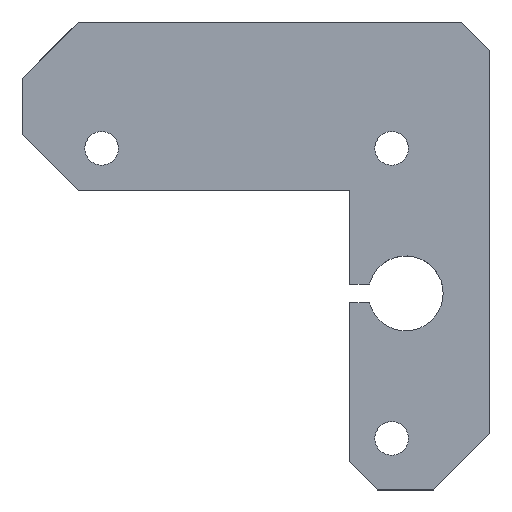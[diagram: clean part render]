
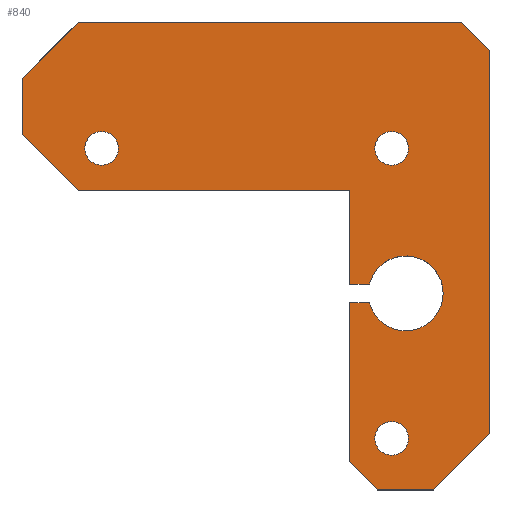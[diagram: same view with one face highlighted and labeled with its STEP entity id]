
A CAD part, top view. The second image highlights one B-rep face of the part: STEP entity #840.
In plain terms, the highlighted planar face has unit normal (0, 0, 1).
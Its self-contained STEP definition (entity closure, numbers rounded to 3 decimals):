
#23=FACE_BOUND('',#138,.T.);
#24=FACE_BOUND('',#139,.T.);
#25=FACE_BOUND('',#140,.T.);
#51=PLANE('',#930);
#90=FACE_OUTER_BOUND('',#137,.T.);
#137=EDGE_LOOP('',(#737,#738,#739,#740,#741,#742,#743,#744,#745,#746,#747,
#748,#749,#750,#751));
#138=EDGE_LOOP('',(#752,#753));
#139=EDGE_LOOP('',(#754,#755));
#140=EDGE_LOOP('',(#756,#757));
#163=LINE('',#1272,#246);
#165=LINE('',#1277,#248);
#178=LINE('',#1306,#261);
#180=LINE('',#1316,#263);
#183=LINE('',#1322,#266);
#186=LINE('',#1328,#269);
#197=LINE('',#1351,#280);
#202=LINE('',#1360,#285);
#210=LINE('',#1375,#293);
#212=LINE('',#1379,#295);
#215=LINE('',#1383,#298);
#218=LINE('',#1389,#301);
#219=LINE('',#1392,#302);
#223=LINE('',#1399,#306);
#246=VECTOR('',#1040,1000.);
#248=VECTOR('',#1044,1000.);
#261=VECTOR('',#1067,1000.);
#263=VECTOR('',#1079,1000.);
#266=VECTOR('',#1084,1000.);
#269=VECTOR('',#1089,1000.);
#280=VECTOR('',#1106,1000.);
#285=VECTOR('',#1115,1000.);
#293=VECTOR('',#1127,1000.);
#295=VECTOR('',#1131,1000.);
#298=VECTOR('',#1136,1000.);
#301=VECTOR('',#1141,1000.);
#302=VECTOR('',#1144,1000.);
#306=VECTOR('',#1152,1000.);
#319=CIRCLE('',#866,1.8);
#320=CIRCLE('',#867,1.8);
#323=CIRCLE('',#871,1.8);
#324=CIRCLE('',#872,1.8);
#327=CIRCLE('',#876,1.8);
#328=CIRCLE('',#877,1.8);
#352=CIRCLE('',#914,4.);
#359=VERTEX_POINT('',#1188);
#360=VERTEX_POINT('',#1190);
#363=VERTEX_POINT('',#1198);
#364=VERTEX_POINT('',#1200);
#367=VERTEX_POINT('',#1208);
#368=VERTEX_POINT('',#1210);
#390=VERTEX_POINT('',#1266);
#392=VERTEX_POINT('',#1270);
#394=VERTEX_POINT('',#1276);
#403=VERTEX_POINT('',#1300);
#405=VERTEX_POINT('',#1304);
#407=VERTEX_POINT('',#1313);
#408=VERTEX_POINT('',#1315);
#410=VERTEX_POINT('',#1321);
#412=VERTEX_POINT('',#1327);
#421=VERTEX_POINT('',#1350);
#423=VERTEX_POINT('',#1359);
#428=VERTEX_POINT('',#1373);
#429=VERTEX_POINT('',#1378);
#431=VERTEX_POINT('',#1387);
#432=VERTEX_POINT('',#1391);
#444=EDGE_CURVE('',#360,#359,#319,.T.);
#445=EDGE_CURVE('',#359,#360,#320,.T.);
#449=EDGE_CURVE('',#364,#363,#323,.T.);
#450=EDGE_CURVE('',#363,#364,#324,.T.);
#454=EDGE_CURVE('',#368,#367,#327,.T.);
#455=EDGE_CURVE('',#367,#368,#328,.T.);
#485=EDGE_CURVE('',#390,#392,#163,.T.);
#487=EDGE_CURVE('',#390,#394,#165,.T.);
#500=EDGE_CURVE('',#403,#405,#178,.T.);
#503=EDGE_CURVE('',#392,#403,#352,.T.);
#505=EDGE_CURVE('',#408,#407,#180,.T.);
#508=EDGE_CURVE('',#394,#410,#183,.T.);
#511=EDGE_CURVE('',#412,#410,#186,.T.);
#522=EDGE_CURVE('',#412,#421,#197,.T.);
#527=EDGE_CURVE('',#423,#421,#202,.T.);
#535=EDGE_CURVE('',#428,#407,#210,.T.);
#537=EDGE_CURVE('',#423,#429,#212,.T.);
#540=EDGE_CURVE('',#428,#429,#215,.T.);
#543=EDGE_CURVE('',#431,#405,#218,.T.);
#544=EDGE_CURVE('',#408,#432,#219,.T.);
#548=EDGE_CURVE('',#431,#432,#223,.T.);
#737=ORIENTED_EDGE('',*,*,#543,.F.);
#738=ORIENTED_EDGE('',*,*,#548,.T.);
#739=ORIENTED_EDGE('',*,*,#544,.F.);
#740=ORIENTED_EDGE('',*,*,#505,.T.);
#741=ORIENTED_EDGE('',*,*,#535,.F.);
#742=ORIENTED_EDGE('',*,*,#540,.T.);
#743=ORIENTED_EDGE('',*,*,#537,.F.);
#744=ORIENTED_EDGE('',*,*,#527,.T.);
#745=ORIENTED_EDGE('',*,*,#522,.F.);
#746=ORIENTED_EDGE('',*,*,#511,.T.);
#747=ORIENTED_EDGE('',*,*,#508,.F.);
#748=ORIENTED_EDGE('',*,*,#487,.F.);
#749=ORIENTED_EDGE('',*,*,#485,.T.);
#750=ORIENTED_EDGE('',*,*,#503,.T.);
#751=ORIENTED_EDGE('',*,*,#500,.T.);
#752=ORIENTED_EDGE('',*,*,#444,.T.);
#753=ORIENTED_EDGE('',*,*,#445,.T.);
#754=ORIENTED_EDGE('',*,*,#449,.T.);
#755=ORIENTED_EDGE('',*,*,#450,.T.);
#756=ORIENTED_EDGE('',*,*,#454,.T.);
#757=ORIENTED_EDGE('',*,*,#455,.T.);
#840=ADVANCED_FACE('',(#90,#23,#24,#25),#51,.F.);
#866=AXIS2_PLACEMENT_3D('',#1191,#952,#953);
#867=AXIS2_PLACEMENT_3D('',#1192,#954,#955);
#871=AXIS2_PLACEMENT_3D('',#1201,#963,#964);
#872=AXIS2_PLACEMENT_3D('',#1202,#965,#966);
#876=AXIS2_PLACEMENT_3D('',#1211,#974,#975);
#877=AXIS2_PLACEMENT_3D('',#1212,#976,#977);
#914=AXIS2_PLACEMENT_3D('',#1310,#1074,#1075);
#930=AXIS2_PLACEMENT_3D('',#1398,#1150,#1151);
#952=DIRECTION('center_axis',(0.,0.,-1.));
#953=DIRECTION('ref_axis',(1.,0.,0.));
#954=DIRECTION('center_axis',(0.,0.,-1.));
#955=DIRECTION('ref_axis',(1.,0.,0.));
#963=DIRECTION('center_axis',(0.,0.,-1.));
#964=DIRECTION('ref_axis',(1.,0.,0.));
#965=DIRECTION('center_axis',(0.,0.,-1.));
#966=DIRECTION('ref_axis',(1.,0.,0.));
#974=DIRECTION('center_axis',(0.,0.,-1.));
#975=DIRECTION('ref_axis',(1.,0.,0.));
#976=DIRECTION('center_axis',(0.,0.,-1.));
#977=DIRECTION('ref_axis',(1.,0.,0.));
#1040=DIRECTION('',(1.,0.,0.));
#1044=DIRECTION('',(0.,1.,0.));
#1067=DIRECTION('',(-1.,0.,0.));
#1074=DIRECTION('center_axis',(0.,0.,-1.));
#1075=DIRECTION('ref_axis',(-1.,0.,0.));
#1079=DIRECTION('',(0.707,0.707,0.));
#1084=DIRECTION('',(-1.,0.,0.));
#1089=DIRECTION('',(0.707,-0.707,0.));
#1106=DIRECTION('',(0.,1.,0.));
#1115=DIRECTION('',(-0.707,-0.707,0.));
#1127=DIRECTION('',(0.,-1.,0.));
#1131=DIRECTION('',(1.,0.,0.));
#1136=DIRECTION('',(-0.707,0.707,0.));
#1141=DIRECTION('',(0.,1.,0.));
#1144=DIRECTION('',(-1.,0.,0.));
#1150=DIRECTION('center_axis',(0.,0.,-1.));
#1151=DIRECTION('ref_axis',(-1.,0.,0.));
#1152=DIRECTION('',(0.707,-0.707,0.));
#1188=CARTESIAN_POINT('',(12.7,-13.5,8.));
#1190=CARTESIAN_POINT('',(16.3,-13.5,8.));
#1191=CARTESIAN_POINT('Origin',(14.5,-13.5,8.));
#1192=CARTESIAN_POINT('Origin',(14.5,-13.5,8.));
#1198=CARTESIAN_POINT('',(-18.3,-13.5,8.));
#1200=CARTESIAN_POINT('',(-14.7,-13.5,8.));
#1201=CARTESIAN_POINT('Origin',(-16.5,-13.5,8.));
#1202=CARTESIAN_POINT('Origin',(-16.5,-13.5,8.));
#1208=CARTESIAN_POINT('',(12.7,-44.5,8.));
#1210=CARTESIAN_POINT('',(16.3,-44.5,8.));
#1211=CARTESIAN_POINT('Origin',(14.5,-44.5,8.));
#1212=CARTESIAN_POINT('Origin',(14.5,-44.5,8.));
#1266=CARTESIAN_POINT('',(10.,-28.,8.));
#1270=CARTESIAN_POINT('',(12.127,-28.,8.));
#1272=CARTESIAN_POINT('',(11.064,-28.,8.));
#1276=CARTESIAN_POINT('',(10.,-18.,8.));
#1277=CARTESIAN_POINT('',(10.,-23.,8.));
#1300=CARTESIAN_POINT('',(12.127,-30.,8.));
#1304=CARTESIAN_POINT('',(10.,-30.,8.));
#1306=CARTESIAN_POINT('',(11.064,-30.,8.));
#1310=CARTESIAN_POINT('Origin',(16.,-29.,8.));
#1313=CARTESIAN_POINT('',(25.,-44.,8.));
#1315=CARTESIAN_POINT('',(19.,-50.,8.));
#1316=CARTESIAN_POINT('',(22.,-47.,8.));
#1321=CARTESIAN_POINT('',(-19.,-18.,8.));
#1322=CARTESIAN_POINT('',(-4.5,-18.,8.));
#1327=CARTESIAN_POINT('',(-25.,-12.,8.));
#1328=CARTESIAN_POINT('',(-22.,-15.,8.));
#1350=CARTESIAN_POINT('',(-25.,-6.,8.));
#1351=CARTESIAN_POINT('',(-25.,-9.,8.));
#1359=CARTESIAN_POINT('',(-19.,0.,8.));
#1360=CARTESIAN_POINT('',(-22.,-3.,8.));
#1373=CARTESIAN_POINT('',(25.,-3.,8.));
#1375=CARTESIAN_POINT('',(25.,-23.5,8.));
#1378=CARTESIAN_POINT('',(22.,0.,8.));
#1379=CARTESIAN_POINT('',(1.5,0.,8.));
#1383=CARTESIAN_POINT('',(23.5,-1.5,8.));
#1387=CARTESIAN_POINT('',(10.,-47.,8.));
#1389=CARTESIAN_POINT('',(10.,-38.5,8.));
#1391=CARTESIAN_POINT('',(13.,-50.,8.));
#1392=CARTESIAN_POINT('',(16.,-50.,8.));
#1398=CARTESIAN_POINT('Origin',(0.,0.,8.));
#1399=CARTESIAN_POINT('',(11.5,-48.5,8.));
